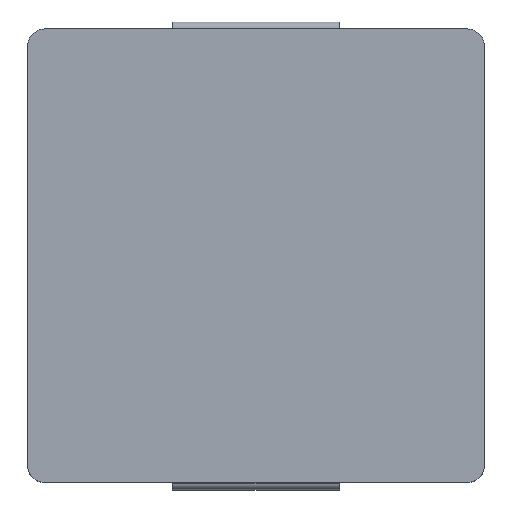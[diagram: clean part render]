
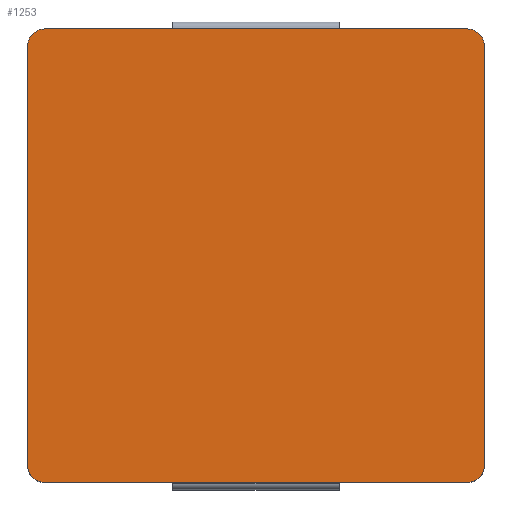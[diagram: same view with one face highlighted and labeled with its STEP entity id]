
A CAD part, top view. The second image highlights one B-rep face of the part: STEP entity #1253.
In plain terms, the highlighted planar face has unit normal (0, 0, 1).
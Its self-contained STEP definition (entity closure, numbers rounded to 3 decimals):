
#99 = PLANE('',#100);
#100 = AXIS2_PLACEMENT_3D('',#101,#102,#103);
#101 = CARTESIAN_POINT('',(6.45,-6.4,0.));
#102 = DIRECTION('',(0.,-1.,0.));
#103 = DIRECTION('',(-1.,0.,0.));
#518 = VERTEX_POINT('',#519);
#519 = CARTESIAN_POINT('',(5.95,-6.4,6.4));
#533 = CYLINDRICAL_SURFACE('',#534,0.5);
#534 = AXIS2_PLACEMENT_3D('',#535,#536,#537);
#535 = CARTESIAN_POINT('',(5.95,-5.9,0.));
#536 = DIRECTION('',(0.,0.,1.));
#537 = DIRECTION('',(1.,0.,0.));
#545 = EDGE_CURVE('',#518,#546,#548,.T.);
#546 = VERTEX_POINT('',#547);
#547 = CARTESIAN_POINT('',(-5.95,-6.4,6.4));
#548 = SURFACE_CURVE('',#549,(#553,#560),.PCURVE_S1.);
#549 = LINE('',#550,#551);
#550 = CARTESIAN_POINT('',(6.45,-6.4,6.4));
#551 = VECTOR('',#552,1.);
#552 = DIRECTION('',(-1.,0.,0.));
#553 = PCURVE('',#99,#554);
#554 = DEFINITIONAL_REPRESENTATION('',(#555),#559);
#555 = LINE('',#556,#557);
#556 = CARTESIAN_POINT('',(0.,-6.4));
#557 = VECTOR('',#558,1.);
#558 = DIRECTION('',(1.,0.));
#559 = ( GEOMETRIC_REPRESENTATION_CONTEXT(2) 
PARAMETRIC_REPRESENTATION_CONTEXT() REPRESENTATION_CONTEXT('2D SPACE',''
  ) );
#560 = PCURVE('',#561,#566);
#561 = PLANE('',#562);
#562 = AXIS2_PLACEMENT_3D('',#563,#564,#565);
#563 = CARTESIAN_POINT('',(0.,0.,6.4));
#564 = DIRECTION('',(-0.,-0.,-1.));
#565 = DIRECTION('',(-1.,0.,0.));
#566 = DEFINITIONAL_REPRESENTATION('',(#567),#571);
#567 = LINE('',#568,#569);
#568 = CARTESIAN_POINT('',(-6.45,-6.4));
#569 = VECTOR('',#570,1.);
#570 = DIRECTION('',(1.,0.));
#571 = ( GEOMETRIC_REPRESENTATION_CONTEXT(2) 
PARAMETRIC_REPRESENTATION_CONTEXT() REPRESENTATION_CONTEXT('2D SPACE',''
  ) );
#589 = CYLINDRICAL_SURFACE('',#590,0.5);
#590 = AXIS2_PLACEMENT_3D('',#591,#592,#593);
#591 = CARTESIAN_POINT('',(-5.95,-5.9,0.));
#592 = DIRECTION('',(0.,0.,1.));
#593 = DIRECTION('',(-1.,0.,0.));
#845 = PLANE('',#846);
#846 = AXIS2_PLACEMENT_3D('',#847,#848,#849);
#847 = CARTESIAN_POINT('',(-6.45,-6.4,0.));
#848 = DIRECTION('',(-1.,0.,0.));
#849 = DIRECTION('',(0.,1.,0.));
#878 = CYLINDRICAL_SURFACE('',#879,0.5);
#879 = AXIS2_PLACEMENT_3D('',#880,#881,#882);
#880 = CARTESIAN_POINT('',(-5.95,5.9,0.));
#881 = DIRECTION('',(0.,0.,1.));
#882 = DIRECTION('',(0.,1.,0.));
#906 = PLANE('',#907);
#907 = AXIS2_PLACEMENT_3D('',#908,#909,#910);
#908 = CARTESIAN_POINT('',(-6.45,6.4,0.));
#909 = DIRECTION('',(0.,1.,0.));
#910 = DIRECTION('',(1.,0.,0.));
#1042 = CYLINDRICAL_SURFACE('',#1043,0.5);
#1043 = AXIS2_PLACEMENT_3D('',#1044,#1045,#1046);
#1044 = CARTESIAN_POINT('',(5.95,5.9,0.));
#1045 = DIRECTION('',(0.,0.,1.));
#1046 = DIRECTION('',(0.,1.,0.));
#1070 = PLANE('',#1071);
#1071 = AXIS2_PLACEMENT_3D('',#1072,#1073,#1074);
#1072 = CARTESIAN_POINT('',(6.45,6.4,0.));
#1073 = DIRECTION('',(1.,0.,0.));
#1074 = DIRECTION('',(0.,-1.,0.));
#1209 = EDGE_CURVE('',#1210,#518,#1212,.T.);
#1210 = VERTEX_POINT('',#1211);
#1211 = CARTESIAN_POINT('',(6.45,-5.9,6.4));
#1212 = SURFACE_CURVE('',#1213,(#1218,#1225),.PCURVE_S1.);
#1213 = CIRCLE('',#1214,0.5);
#1214 = AXIS2_PLACEMENT_3D('',#1215,#1216,#1217);
#1215 = CARTESIAN_POINT('',(5.95,-5.9,6.4));
#1216 = DIRECTION('',(-0.,-0.,-1.));
#1217 = DIRECTION('',(0.,-1.,0.));
#1218 = PCURVE('',#533,#1219);
#1219 = DEFINITIONAL_REPRESENTATION('',(#1220),#1224);
#1220 = LINE('',#1221,#1222);
#1221 = CARTESIAN_POINT('',(4.712,6.4));
#1222 = VECTOR('',#1223,1.);
#1223 = DIRECTION('',(-1.,0.));
#1224 = ( GEOMETRIC_REPRESENTATION_CONTEXT(2) 
PARAMETRIC_REPRESENTATION_CONTEXT() REPRESENTATION_CONTEXT('2D SPACE',''
  ) );
#1225 = PCURVE('',#561,#1226);
#1226 = DEFINITIONAL_REPRESENTATION('',(#1227),#1231);
#1227 = CIRCLE('',#1228,0.5);
#1228 = AXIS2_PLACEMENT_2D('',#1229,#1230);
#1229 = CARTESIAN_POINT('',(-5.95,-5.9));
#1230 = DIRECTION('',(0.,-1.));
#1231 = ( GEOMETRIC_REPRESENTATION_CONTEXT(2) 
PARAMETRIC_REPRESENTATION_CONTEXT() REPRESENTATION_CONTEXT('2D SPACE',''
  ) );
#1253 = ADVANCED_FACE('',(#1254),#561,.F.);
#1254 = FACE_BOUND('',#1255,.F.);
#1255 = EDGE_LOOP('',(#1256,#1281,#1305,#1326,#1327,#1328,#1356,#1379));
#1256 = ORIENTED_EDGE('',*,*,#1257,.T.);
#1257 = EDGE_CURVE('',#1258,#1260,#1262,.T.);
#1258 = VERTEX_POINT('',#1259);
#1259 = CARTESIAN_POINT('',(-5.95,6.4,6.4));
#1260 = VERTEX_POINT('',#1261);
#1261 = CARTESIAN_POINT('',(5.95,6.4,6.4));
#1262 = SURFACE_CURVE('',#1263,(#1267,#1274),.PCURVE_S1.);
#1263 = LINE('',#1264,#1265);
#1264 = CARTESIAN_POINT('',(-6.45,6.4,6.4));
#1265 = VECTOR('',#1266,1.);
#1266 = DIRECTION('',(1.,0.,0.));
#1267 = PCURVE('',#561,#1268);
#1268 = DEFINITIONAL_REPRESENTATION('',(#1269),#1273);
#1269 = LINE('',#1270,#1271);
#1270 = CARTESIAN_POINT('',(6.45,6.4));
#1271 = VECTOR('',#1272,1.);
#1272 = DIRECTION('',(-1.,0.));
#1273 = ( GEOMETRIC_REPRESENTATION_CONTEXT(2) 
PARAMETRIC_REPRESENTATION_CONTEXT() REPRESENTATION_CONTEXT('2D SPACE',''
  ) );
#1274 = PCURVE('',#906,#1275);
#1275 = DEFINITIONAL_REPRESENTATION('',(#1276),#1280);
#1276 = LINE('',#1277,#1278);
#1277 = CARTESIAN_POINT('',(0.,-6.4));
#1278 = VECTOR('',#1279,1.);
#1279 = DIRECTION('',(1.,0.));
#1280 = ( GEOMETRIC_REPRESENTATION_CONTEXT(2) 
PARAMETRIC_REPRESENTATION_CONTEXT() REPRESENTATION_CONTEXT('2D SPACE',''
  ) );
#1281 = ORIENTED_EDGE('',*,*,#1282,.T.);
#1282 = EDGE_CURVE('',#1260,#1283,#1285,.T.);
#1283 = VERTEX_POINT('',#1284);
#1284 = CARTESIAN_POINT('',(6.45,5.9,6.4));
#1285 = SURFACE_CURVE('',#1286,(#1291,#1298),.PCURVE_S1.);
#1286 = CIRCLE('',#1287,0.5);
#1287 = AXIS2_PLACEMENT_3D('',#1288,#1289,#1290);
#1288 = CARTESIAN_POINT('',(5.95,5.9,6.4));
#1289 = DIRECTION('',(-0.,-0.,-1.));
#1290 = DIRECTION('',(0.,-1.,0.));
#1291 = PCURVE('',#561,#1292);
#1292 = DEFINITIONAL_REPRESENTATION('',(#1293),#1297);
#1293 = CIRCLE('',#1294,0.5);
#1294 = AXIS2_PLACEMENT_2D('',#1295,#1296);
#1295 = CARTESIAN_POINT('',(-5.95,5.9));
#1296 = DIRECTION('',(0.,-1.));
#1297 = ( GEOMETRIC_REPRESENTATION_CONTEXT(2) 
PARAMETRIC_REPRESENTATION_CONTEXT() REPRESENTATION_CONTEXT('2D SPACE',''
  ) );
#1298 = PCURVE('',#1042,#1299);
#1299 = DEFINITIONAL_REPRESENTATION('',(#1300),#1304);
#1300 = LINE('',#1301,#1302);
#1301 = CARTESIAN_POINT('',(3.142,6.4));
#1302 = VECTOR('',#1303,1.);
#1303 = DIRECTION('',(-1.,0.));
#1304 = ( GEOMETRIC_REPRESENTATION_CONTEXT(2) 
PARAMETRIC_REPRESENTATION_CONTEXT() REPRESENTATION_CONTEXT('2D SPACE',''
  ) );
#1305 = ORIENTED_EDGE('',*,*,#1306,.T.);
#1306 = EDGE_CURVE('',#1283,#1210,#1307,.T.);
#1307 = SURFACE_CURVE('',#1308,(#1312,#1319),.PCURVE_S1.);
#1308 = LINE('',#1309,#1310);
#1309 = CARTESIAN_POINT('',(6.45,6.4,6.4));
#1310 = VECTOR('',#1311,1.);
#1311 = DIRECTION('',(0.,-1.,0.));
#1312 = PCURVE('',#561,#1313);
#1313 = DEFINITIONAL_REPRESENTATION('',(#1314),#1318);
#1314 = LINE('',#1315,#1316);
#1315 = CARTESIAN_POINT('',(-6.45,6.4));
#1316 = VECTOR('',#1317,1.);
#1317 = DIRECTION('',(0.,-1.));
#1318 = ( GEOMETRIC_REPRESENTATION_CONTEXT(2) 
PARAMETRIC_REPRESENTATION_CONTEXT() REPRESENTATION_CONTEXT('2D SPACE',''
  ) );
#1319 = PCURVE('',#1070,#1320);
#1320 = DEFINITIONAL_REPRESENTATION('',(#1321),#1325);
#1321 = LINE('',#1322,#1323);
#1322 = CARTESIAN_POINT('',(0.,-6.4));
#1323 = VECTOR('',#1324,1.);
#1324 = DIRECTION('',(1.,0.));
#1325 = ( GEOMETRIC_REPRESENTATION_CONTEXT(2) 
PARAMETRIC_REPRESENTATION_CONTEXT() REPRESENTATION_CONTEXT('2D SPACE',''
  ) );
#1326 = ORIENTED_EDGE('',*,*,#1209,.T.);
#1327 = ORIENTED_EDGE('',*,*,#545,.T.);
#1328 = ORIENTED_EDGE('',*,*,#1329,.F.);
#1329 = EDGE_CURVE('',#1330,#546,#1332,.T.);
#1330 = VERTEX_POINT('',#1331);
#1331 = CARTESIAN_POINT('',(-6.45,-5.9,6.4));
#1332 = SURFACE_CURVE('',#1333,(#1338,#1349),.PCURVE_S1.);
#1333 = CIRCLE('',#1334,0.5);
#1334 = AXIS2_PLACEMENT_3D('',#1335,#1336,#1337);
#1335 = CARTESIAN_POINT('',(-5.95,-5.9,6.4));
#1336 = DIRECTION('',(-0.,0.,1.));
#1337 = DIRECTION('',(0.,-1.,0.));
#1338 = PCURVE('',#561,#1339);
#1339 = DEFINITIONAL_REPRESENTATION('',(#1340),#1348);
#1340 = ( BOUNDED_CURVE() B_SPLINE_CURVE(2,(#1341,#1342,#1343,#1344,
#1345,#1346,#1347),.UNSPECIFIED.,.T.,.F.) B_SPLINE_CURVE_WITH_KNOTS((1,2
    ,2,2,2,1),(-2.094,0.,2.094,4.189,
6.283,8.378),.UNSPECIFIED.) CURVE() 
GEOMETRIC_REPRESENTATION_ITEM() RATIONAL_B_SPLINE_CURVE((1.,0.5,1.,0.5,
1.,0.5,1.)) REPRESENTATION_ITEM('') );
#1341 = CARTESIAN_POINT('',(5.95,-6.4));
#1342 = CARTESIAN_POINT('',(5.084,-6.4));
#1343 = CARTESIAN_POINT('',(5.517,-5.65));
#1344 = CARTESIAN_POINT('',(5.95,-4.9));
#1345 = CARTESIAN_POINT('',(6.383,-5.65));
#1346 = CARTESIAN_POINT('',(6.816,-6.4));
#1347 = CARTESIAN_POINT('',(5.95,-6.4));
#1348 = ( GEOMETRIC_REPRESENTATION_CONTEXT(2) 
PARAMETRIC_REPRESENTATION_CONTEXT() REPRESENTATION_CONTEXT('2D SPACE',''
  ) );
#1349 = PCURVE('',#589,#1350);
#1350 = DEFINITIONAL_REPRESENTATION('',(#1351),#1355);
#1351 = LINE('',#1352,#1353);
#1352 = CARTESIAN_POINT('',(-4.712,6.4));
#1353 = VECTOR('',#1354,1.);
#1354 = DIRECTION('',(1.,0.));
#1355 = ( GEOMETRIC_REPRESENTATION_CONTEXT(2) 
PARAMETRIC_REPRESENTATION_CONTEXT() REPRESENTATION_CONTEXT('2D SPACE',''
  ) );
#1356 = ORIENTED_EDGE('',*,*,#1357,.T.);
#1357 = EDGE_CURVE('',#1330,#1358,#1360,.T.);
#1358 = VERTEX_POINT('',#1359);
#1359 = CARTESIAN_POINT('',(-6.45,5.9,6.4));
#1360 = SURFACE_CURVE('',#1361,(#1365,#1372),.PCURVE_S1.);
#1361 = LINE('',#1362,#1363);
#1362 = CARTESIAN_POINT('',(-6.45,-6.4,6.4));
#1363 = VECTOR('',#1364,1.);
#1364 = DIRECTION('',(0.,1.,0.));
#1365 = PCURVE('',#561,#1366);
#1366 = DEFINITIONAL_REPRESENTATION('',(#1367),#1371);
#1367 = LINE('',#1368,#1369);
#1368 = CARTESIAN_POINT('',(6.45,-6.4));
#1369 = VECTOR('',#1370,1.);
#1370 = DIRECTION('',(0.,1.));
#1371 = ( GEOMETRIC_REPRESENTATION_CONTEXT(2) 
PARAMETRIC_REPRESENTATION_CONTEXT() REPRESENTATION_CONTEXT('2D SPACE',''
  ) );
#1372 = PCURVE('',#845,#1373);
#1373 = DEFINITIONAL_REPRESENTATION('',(#1374),#1378);
#1374 = LINE('',#1375,#1376);
#1375 = CARTESIAN_POINT('',(0.,-6.4));
#1376 = VECTOR('',#1377,1.);
#1377 = DIRECTION('',(1.,0.));
#1378 = ( GEOMETRIC_REPRESENTATION_CONTEXT(2) 
PARAMETRIC_REPRESENTATION_CONTEXT() REPRESENTATION_CONTEXT('2D SPACE',''
  ) );
#1379 = ORIENTED_EDGE('',*,*,#1380,.F.);
#1380 = EDGE_CURVE('',#1258,#1358,#1381,.T.);
#1381 = SURFACE_CURVE('',#1382,(#1387,#1398),.PCURVE_S1.);
#1382 = CIRCLE('',#1383,0.5);
#1383 = AXIS2_PLACEMENT_3D('',#1384,#1385,#1386);
#1384 = CARTESIAN_POINT('',(-5.95,5.9,6.4));
#1385 = DIRECTION('',(-0.,0.,1.));
#1386 = DIRECTION('',(0.,-1.,0.));
#1387 = PCURVE('',#561,#1388);
#1388 = DEFINITIONAL_REPRESENTATION('',(#1389),#1397);
#1389 = ( BOUNDED_CURVE() B_SPLINE_CURVE(2,(#1390,#1391,#1392,#1393,
#1394,#1395,#1396),.UNSPECIFIED.,.T.,.F.) B_SPLINE_CURVE_WITH_KNOTS((1,2
    ,2,2,2,1),(-2.094,0.,2.094,4.189,
6.283,8.378),.UNSPECIFIED.) CURVE() 
GEOMETRIC_REPRESENTATION_ITEM() RATIONAL_B_SPLINE_CURVE((1.,0.5,1.,0.5,
1.,0.5,1.)) REPRESENTATION_ITEM('') );
#1390 = CARTESIAN_POINT('',(5.95,5.4));
#1391 = CARTESIAN_POINT('',(5.084,5.4));
#1392 = CARTESIAN_POINT('',(5.517,6.15));
#1393 = CARTESIAN_POINT('',(5.95,6.9));
#1394 = CARTESIAN_POINT('',(6.383,6.15));
#1395 = CARTESIAN_POINT('',(6.816,5.4));
#1396 = CARTESIAN_POINT('',(5.95,5.4));
#1397 = ( GEOMETRIC_REPRESENTATION_CONTEXT(2) 
PARAMETRIC_REPRESENTATION_CONTEXT() REPRESENTATION_CONTEXT('2D SPACE',''
  ) );
#1398 = PCURVE('',#878,#1399);
#1399 = DEFINITIONAL_REPRESENTATION('',(#1400),#1404);
#1400 = LINE('',#1401,#1402);
#1401 = CARTESIAN_POINT('',(-3.142,6.4));
#1402 = VECTOR('',#1403,1.);
#1403 = DIRECTION('',(1.,0.));
#1404 = ( GEOMETRIC_REPRESENTATION_CONTEXT(2) 
PARAMETRIC_REPRESENTATION_CONTEXT() REPRESENTATION_CONTEXT('2D SPACE',''
  ) );
